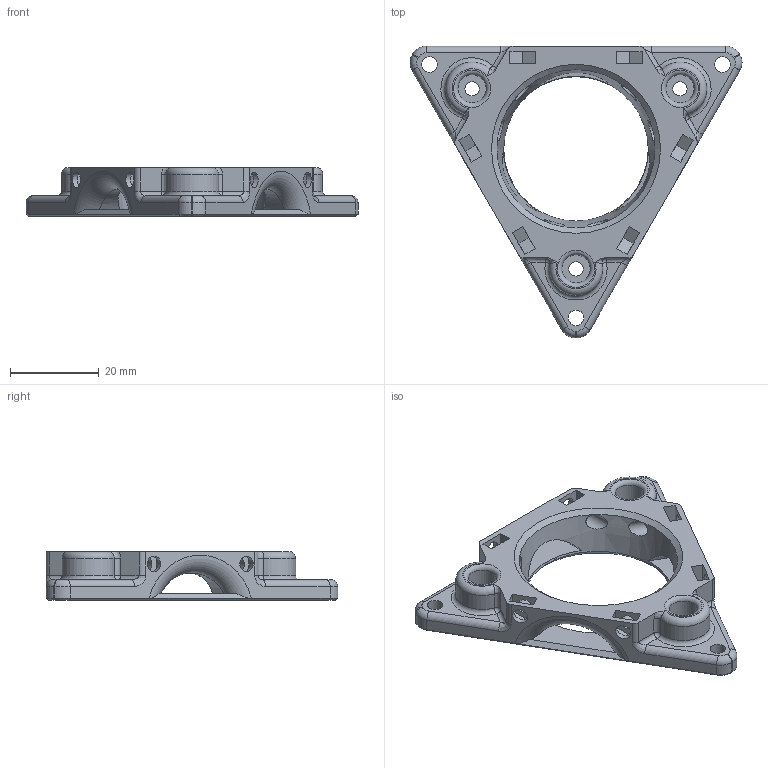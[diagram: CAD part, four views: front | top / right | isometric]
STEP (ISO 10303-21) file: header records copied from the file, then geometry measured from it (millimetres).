
FILE_DESCRIPTION(/* description */ ('Alibre Inc.'),/* implementation_level */ '2;1');
FILE_NAME(/* name */ 'export0',/* time_stamp */ '2015-07-11T13:33:42+12:00',/* author */ (''),/* organization */ (''),/* preprocessor_version */ 'ST-DEVELOPER v14',/* originating_system */ 'Alibre',/* authorisation */ '');
FILE_SCHEMA (('CONFIG_CONTROL_DESIGN'));
Length unit declared in the file: centimetre
Products named in the file (1): ID_1
Bounding box: 74.66 x 65.59 x 11 mm (x, y, z)
Volume: 13355.8 mm3; surface area: 8470.3 mm2
Topology: 1 solids, 1 shells, 174 faces, 448 edges, 275 vertices
Faces by surface type: plane 68, cylinder 60, torus 18, bspline 12, cone 10, sphere 6
Full cylindrical faces by diameter (mm): 3.2 x3, 3.5 x15, 6.35 x3
Entity records: 7719 total; most frequent: CARTESIAN_POINT 3691, ORIENTED_EDGE 796, DIRECTION 734, EDGE_CURVE 398, AXIS2_PLACEMENT_3D 308, VERTEX_POINT 260, EDGE_LOOP 252, FACE_BOUND 252
